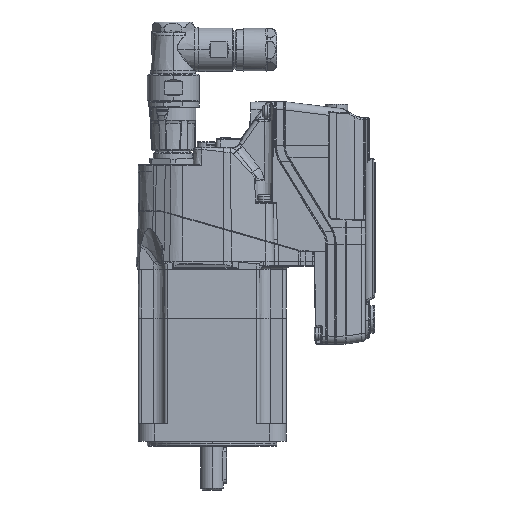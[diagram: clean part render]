
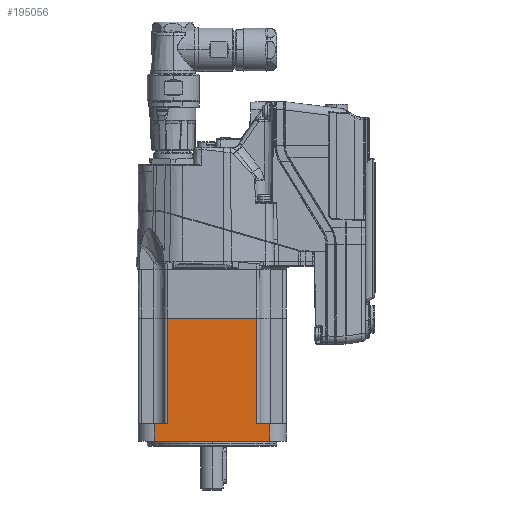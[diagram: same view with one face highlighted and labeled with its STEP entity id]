
A CAD part, left-side view. The second image highlights one B-rep face of the part: STEP entity #195056.
In plain terms, the highlighted face is planar.
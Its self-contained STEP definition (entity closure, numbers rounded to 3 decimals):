
#188388=DIRECTION('',(0.,-1.,0.));
#188389=VECTOR('',#188388,71.3);
#188390=CARTESIAN_POINT('',(-0.5,35.65,45.65));
#188391=LINE('',#188390,#188389);
#188685=DIRECTION('',(1.,0.,0.));
#188686=VECTOR('',#188685,11.);
#188687=CARTESIAN_POINT('',(-11.5,35.65,45.65));
#188688=LINE('',#188687,#188686);
#188703=DIRECTION('',(0.,1.,0.));
#188704=VECTOR('',#188703,8.15);
#188705=CARTESIAN_POINT('',(-11.5,27.5,45.65));
#188706=LINE('',#188705,#188704);
#188773=DIRECTION('',(1.,0.,0.));
#188774=VECTOR('',#188773,65.);
#188775=CARTESIAN_POINT('',(-76.5,27.5,45.65));
#188776=LINE('',#188775,#188774);
#188782=DIRECTION('',(0.,1.,0.));
#188783=VECTOR('',#188782,55.);
#188784=CARTESIAN_POINT('',(-76.5,-27.5,45.65));
#188785=LINE('',#188784,#188783);
#188786=DIRECTION('',(-1.,0.,0.));
#188787=VECTOR('',#188786,11.);
#188788=CARTESIAN_POINT('',(-0.5,-35.65,45.65));
#188789=LINE('',#188788,#188787);
#188799=DIRECTION('',(0.,1.,0.));
#188800=VECTOR('',#188799,8.15);
#188801=CARTESIAN_POINT('',(-11.5,-35.65,45.65));
#188802=LINE('',#188801,#188800);
#188840=DIRECTION('',(-1.,0.,0.));
#188841=VECTOR('',#188840,65.);
#188842=CARTESIAN_POINT('',(-11.5,-27.5,45.65));
#188843=LINE('',#188842,#188841);
#190272=CARTESIAN_POINT('',(-11.5,-27.5,45.65));
#190274=VERTEX_POINT('',#190272);
#190286=CARTESIAN_POINT('',(-11.5,-35.65,45.65));
#190287=VERTEX_POINT('',#190286);
#190298=CARTESIAN_POINT('',(-11.5,27.5,45.65));
#190299=VERTEX_POINT('',#190298);
#190300=CARTESIAN_POINT('',(-11.5,35.65,45.65));
#190301=VERTEX_POINT('',#190300);
#190385=CARTESIAN_POINT('',(-0.5,35.65,45.65));
#190386=VERTEX_POINT('',#190385);
#190387=CARTESIAN_POINT('',(-0.5,-35.65,45.65));
#190388=VERTEX_POINT('',#190387);
#190993=CARTESIAN_POINT('',(-76.5,27.5,45.65));
#190994=VERTEX_POINT('',#190993);
#190995=CARTESIAN_POINT('',(-76.5,-27.5,45.65));
#190996=VERTEX_POINT('',#190995);
#195038=CARTESIAN_POINT('',(-120.,0.,45.65));
#195039=DIRECTION('',(0.,0.,1.));
#195040=DIRECTION('',(1.,0.,0.));
#195041=AXIS2_PLACEMENT_3D('',#195038,#195039,#195040);
#195042=PLANE('',#195041);
#195043=ORIENTED_EDGE('',*,*,#195025,.T.);
#195044=ORIENTED_EDGE('',*,*,#194912,.T.);
#195045=ORIENTED_EDGE('',*,*,#194891,.T.);
#195046=ORIENTED_EDGE('',*,*,#194455,.T.);
#195048=ORIENTED_EDGE('',*,*,#195047,.T.);
#195050=ORIENTED_EDGE('',*,*,#195049,.T.);
#195052=ORIENTED_EDGE('',*,*,#195051,.T.);
#195053=ORIENTED_EDGE('',*,*,#194800,.T.);
#195054=EDGE_LOOP('',(#195043,#195044,#195045,#195046,#195048,#195050,#195052,
#195053));
#195055=FACE_OUTER_BOUND('',#195054,.F.);
#195056=ADVANCED_FACE('',(#195055),#195042,.T.);
#194455=EDGE_CURVE('',#190386,#190388,#188391,.T.);
#194800=EDGE_CURVE('',#190996,#190994,#188785,.T.);
#194891=EDGE_CURVE('',#190301,#190386,#188688,.T.);
#194912=EDGE_CURVE('',#190299,#190301,#188706,.T.);
#195025=EDGE_CURVE('',#190994,#190299,#188776,.T.);
#195047=EDGE_CURVE('',#190388,#190287,#188789,.T.);
#195049=EDGE_CURVE('',#190287,#190274,#188802,.T.);
#195051=EDGE_CURVE('',#190274,#190996,#188843,.T.);
